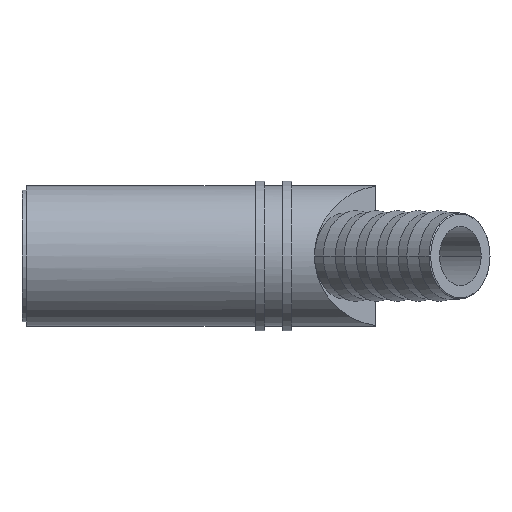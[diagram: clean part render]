
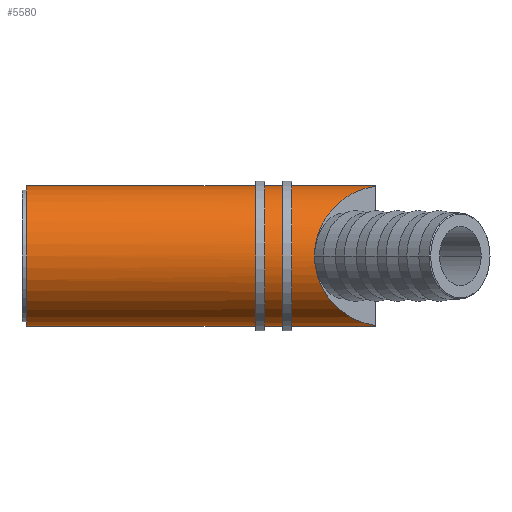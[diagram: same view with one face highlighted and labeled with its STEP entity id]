
A CAD part, front view. The second image highlights one B-rep face of the part: STEP entity #5580.
In plain terms, the highlighted cylindrical face has radius 15.5 mm (diameter 31 mm), a partial arc.
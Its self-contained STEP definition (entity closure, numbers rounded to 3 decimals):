
#52 = ORIENTED_EDGE ( 'NONE', *, *, #2163, .T. ) ;
#193 = CARTESIAN_POINT ( 'NONE',  ( 0., 0., 15.5 ) ) ;
#235 = VERTEX_POINT ( 'NONE', #1448 ) ;
#278 = VERTEX_POINT ( 'NONE', #701 ) ;
#352 = ORIENTED_EDGE ( 'NONE', *, *, #5824, .F. ) ;
#379 = EDGE_CURVE ( 'NONE', #1341, #235, #874, .T. ) ;
#521 = AXIS2_PLACEMENT_3D ( 'NONE', #1386, #3795, #6187 ) ;
#701 = CARTESIAN_POINT ( 'NONE',  ( 78., 0., 15.5 ) ) ;
#824 = DIRECTION ( 'NONE',  ( 0., 0., 1. ) ) ;
#874 =( BOUNDED_CURVE ( )  B_SPLINE_CURVE ( 3, ( #4610, #5232, #2715, #3977 ),
 .UNSPECIFIED., .F., .F. ) 
 B_SPLINE_CURVE_WITH_KNOTS ( ( 4, 4 ),
 ( 4.846, 6.283 ),
 .UNSPECIFIED. ) 
 CURVE ( )  GEOMETRIC_REPRESENTATION_ITEM ( )  RATIONAL_B_SPLINE_CURVE ( ( 1., 0.835, 0.835, 1. ) ) 
 REPRESENTATION_ITEM ( '' )  );
#971 = CARTESIAN_POINT ( 'NONE',  ( 1., 0., 15.5 ) ) ;
#1146 = EDGE_CURVE ( 'NONE', #2309, #278, #6169, .T. ) ;
#1286 = DIRECTION ( 'NONE',  ( 0., 0., 1. ) ) ;
#1341 = VERTEX_POINT ( 'NONE', #3689 ) ;
#1386 = CARTESIAN_POINT ( 'NONE',  ( 78., 0., 0. ) ) ;
#1448 = CARTESIAN_POINT ( 'NONE',  ( 64.565, -15.5, 0. ) ) ;
#1621 = VERTEX_POINT ( 'NONE', #4649 ) ;
#1779 = CARTESIAN_POINT ( 'NONE',  ( 78., -2.065, 15.362 ) ) ;
#1860 = CARTESIAN_POINT ( 'NONE',  ( 64.565, -15.5, 8.145 ) ) ;
#2003 = CYLINDRICAL_SURFACE ( 'NONE', #3196, 15.5 ) ;
#2114 = ORIENTED_EDGE ( 'NONE', *, *, #379, .T. ) ;
#2163 = EDGE_CURVE ( 'NONE', #1621, #1341, #7184, .T. ) ;
#2309 = VERTEX_POINT ( 'NONE', #1779 ) ;
#2320 = DIRECTION ( 'NONE',  ( -1., 0., 0. ) ) ;
#2345 = EDGE_CURVE ( 'NONE', #278, #7508, #6020, .T. ) ;
#2408 = EDGE_CURVE ( 'NONE', #235, #2309, #6924, .T. ) ;
#2412 = AXIS2_PLACEMENT_3D ( 'NONE', #5880, #5959, #7764 ) ;
#2715 = CARTESIAN_POINT ( 'NONE',  ( 64.565, -15.5, -8.145 ) ) ;
#2739 = EDGE_LOOP ( 'NONE', ( #352, #52, #2114, #5559, #2922, #3430, #7274 ) ) ;
#2922 = ORIENTED_EDGE ( 'NONE', *, *, #1146, .T. ) ;
#2934 = CARTESIAN_POINT ( 'NONE',  ( 0., 0., -15.5 ) ) ;
#3050 = VECTOR ( 'NONE', #6798, 1000. ) ;
#3196 = AXIS2_PLACEMENT_3D ( 'NONE', #4297, #3814, #1286 ) ;
#3430 = ORIENTED_EDGE ( 'NONE', *, *, #2345, .T. ) ;
#3689 = CARTESIAN_POINT ( 'NONE',  ( 78., -2.065, -15.362 ) ) ;
#3795 = DIRECTION ( 'NONE',  ( -1., 0., 0. ) ) ;
#3814 = DIRECTION ( 'NONE',  ( -1., 0., 0. ) ) ;
#3977 = CARTESIAN_POINT ( 'NONE',  ( 64.565, -15.5, 0. ) ) ;
#4094 = CARTESIAN_POINT ( 'NONE',  ( 1., 0., 0. ) ) ;
#4196 = LINE ( 'NONE', #2934, #4957 ) ;
#4231 = CARTESIAN_POINT ( 'NONE',  ( 64.565, -15.5, 0. ) ) ;
#4297 = CARTESIAN_POINT ( 'NONE',  ( 0., 0., 0. ) ) ;
#4414 = CARTESIAN_POINT ( 'NONE',  ( 78., -2.065, 15.362 ) ) ;
#4610 = CARTESIAN_POINT ( 'NONE',  ( 78., -2.065, -15.362 ) ) ;
#4649 = CARTESIAN_POINT ( 'NONE',  ( 78., 0., -15.5 ) ) ;
#4957 = VECTOR ( 'NONE', #6023, 1000. ) ;
#4995 = FACE_OUTER_BOUND ( 'NONE', #2739, .T. ) ;
#5232 = CARTESIAN_POINT ( 'NONE',  ( 69.927, -10.138, -14.277 ) ) ;
#5458 = AXIS2_PLACEMENT_3D ( 'NONE', #4094, #2320, #824 ) ;
#5559 = ORIENTED_EDGE ( 'NONE', *, *, #2408, .T. ) ;
#5580 = ADVANCED_FACE ( 'NONE', ( #4995 ), #2003, .T. ) ;
#5824 = EDGE_CURVE ( 'NONE', #1621, #6850, #4196, .T. ) ;
#5880 = CARTESIAN_POINT ( 'NONE',  ( 78., 0., 0. ) ) ;
#5959 = DIRECTION ( 'NONE',  ( -1., 0., 0. ) ) ;
#6020 = LINE ( 'NONE', #193, #3050 ) ;
#6023 = DIRECTION ( 'NONE',  ( -1., 0., 0. ) ) ;
#6169 = CIRCLE ( 'NONE', #2412, 15.5 ) ;
#6187 = DIRECTION ( 'NONE',  ( 0., 0., 1. ) ) ;
#6291 = EDGE_CURVE ( 'NONE', #6850, #7508, #6457, .T. ) ;
#6457 = CIRCLE ( 'NONE', #5458, 15.5 ) ;
#6617 = CARTESIAN_POINT ( 'NONE',  ( 69.927, -10.138, 14.277 ) ) ;
#6798 = DIRECTION ( 'NONE',  ( -1., 0., 0. ) ) ;
#6850 = VERTEX_POINT ( 'NONE', #7652 ) ;
#6924 =( BOUNDED_CURVE ( )  B_SPLINE_CURVE ( 3, ( #4231, #1860, #6617, #4414 ),
 .UNSPECIFIED., .F., .T. ) 
 B_SPLINE_CURVE_WITH_KNOTS ( ( 4, 4 ),
 ( 0., 1.437 ),
 .UNSPECIFIED. ) 
 CURVE ( )  GEOMETRIC_REPRESENTATION_ITEM ( )  RATIONAL_B_SPLINE_CURVE ( ( 1., 0.835, 0.835, 1. ) ) 
 REPRESENTATION_ITEM ( '' )  );
#7184 = CIRCLE ( 'NONE', #521, 15.5 ) ;
#7274 = ORIENTED_EDGE ( 'NONE', *, *, #6291, .F. ) ;
#7508 = VERTEX_POINT ( 'NONE', #971 ) ;
#7652 = CARTESIAN_POINT ( 'NONE',  ( 1., 0., -15.5 ) ) ;
#7764 = DIRECTION ( 'NONE',  ( 0., 0., 1. ) ) ;
